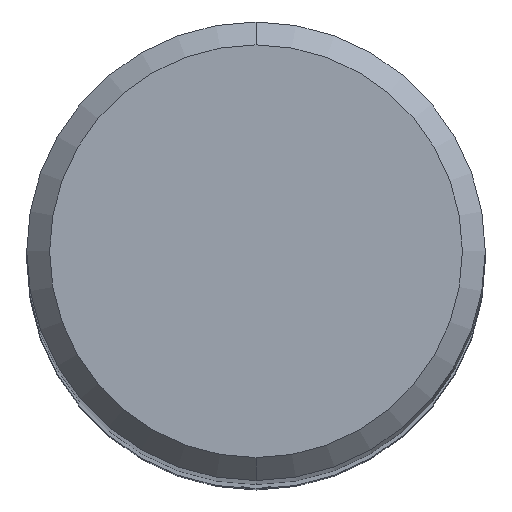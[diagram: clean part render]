
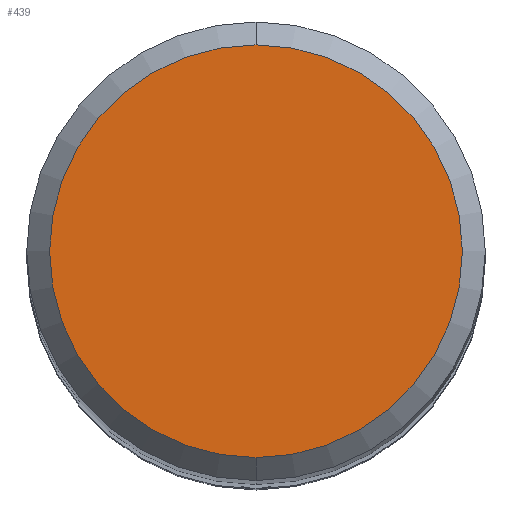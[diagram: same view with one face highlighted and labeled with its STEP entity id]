
A CAD part, top view. The second image highlights one B-rep face of the part: STEP entity #439.
In plain terms, the highlighted planar face has unit normal (0, 0, 1).
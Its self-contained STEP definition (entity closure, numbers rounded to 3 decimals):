
#217=EDGE_CURVE('',#299,#245,#550,.T.);
#245=VERTEX_POINT('',#581);
#299=VERTEX_POINT('',#642);
#439=ADVANCED_FACE('',(#797),#798,.T.);
#453=EDGE_CURVE('',#245,#299,#813,.T.);
#550=CIRCLE('',#920,4.5);
#581=CARTESIAN_POINT('',(0.,-4.5,0.));
#642=CARTESIAN_POINT('',(0.0,4.5,0.));
#797=FACE_OUTER_BOUND('',#1406,.T.);
#798=PLANE('',#1407);
#813=CIRCLE('',#1428,4.5);
#920=AXIS2_PLACEMENT_3D('',#1616,#1617,#1618);
#1406=EDGE_LOOP('',(#1887,#1888));
#1407=AXIS2_PLACEMENT_3D('',#1889,#1890,#1891);
#1428=AXIS2_PLACEMENT_3D('',#1908,#1909,#1910);
#1616=CARTESIAN_POINT('',(0.0,0.0,0.));
#1617=DIRECTION('',(0.0,0.0,-1.0));
#1618=DIRECTION('',(0.0,1.0,0.0));
#1887=ORIENTED_EDGE('',*,*,#217,.F.);
#1888=ORIENTED_EDGE('',*,*,#453,.F.);
#1889=CARTESIAN_POINT('',(0.0,2.25,0.));
#1890=DIRECTION('',(-0.0,0.0,1.0));
#1891=DIRECTION('',(0.0,-1.0,0.0));
#1908=CARTESIAN_POINT('',(0.0,0.0,0.));
#1909=DIRECTION('',(0.0,0.0,-1.0));
#1910=DIRECTION('',(0.0,1.0,0.0));
